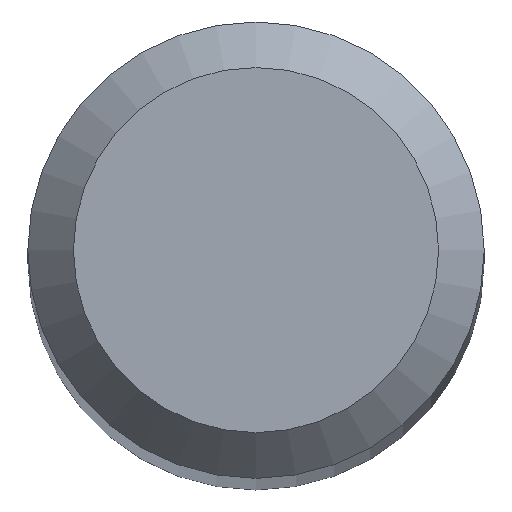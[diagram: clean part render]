
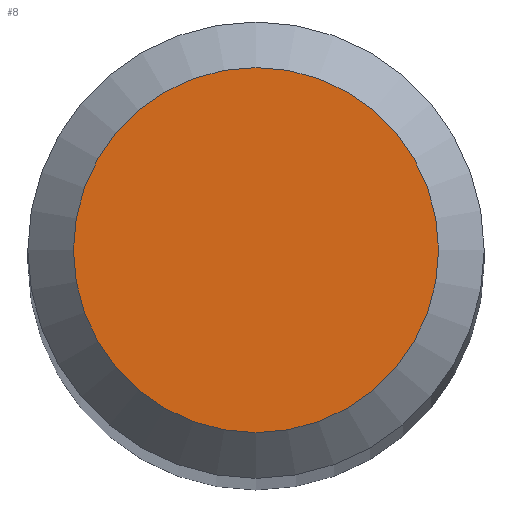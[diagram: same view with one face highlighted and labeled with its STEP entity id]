
A CAD part, top view. The second image highlights one B-rep face of the part: STEP entity #8.
In plain terms, the highlighted planar face has unit normal (0, 0, 1).
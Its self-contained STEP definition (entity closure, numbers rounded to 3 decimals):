
#8 = ADVANCED_FACE ( 'NONE', ( #212 ), #171, .F. ) ;
#20 = DIRECTION ( 'NONE',  ( 0., 0., -1. ) ) ;
#26 = VERTEX_POINT ( 'NONE', #120 ) ;
#67 = AXIS2_PLACEMENT_3D ( 'NONE', #137, #20, #76 ) ;
#76 = DIRECTION ( 'NONE',  ( 0., 1., 0. ) ) ;
#95 = EDGE_LOOP ( 'NONE', ( #184 ) ) ;
#100 = AXIS2_PLACEMENT_3D ( 'NONE', #104, #143, #198 ) ;
#104 = CARTESIAN_POINT ( 'NONE',  ( 0., 0., 30. ) ) ;
#120 = CARTESIAN_POINT ( 'NONE',  ( 0., 0.6, 30. ) ) ;
#127 = CIRCLE ( 'NONE', #100, 0.6 ) ;
#137 = CARTESIAN_POINT ( 'NONE',  ( 0., 0., 30. ) ) ;
#143 = DIRECTION ( 'NONE',  ( 0., 0., -1. ) ) ;
#171 = PLANE ( 'NONE',  #67 ) ;
#184 = ORIENTED_EDGE ( 'NONE', *, *, #189, .F. ) ;
#189 = EDGE_CURVE ( 'NONE', #26, #26, #127, .T. ) ;
#198 = DIRECTION ( 'NONE',  ( 0., 1., 0. ) ) ;
#212 = FACE_OUTER_BOUND ( 'NONE', #95, .T. ) ;
